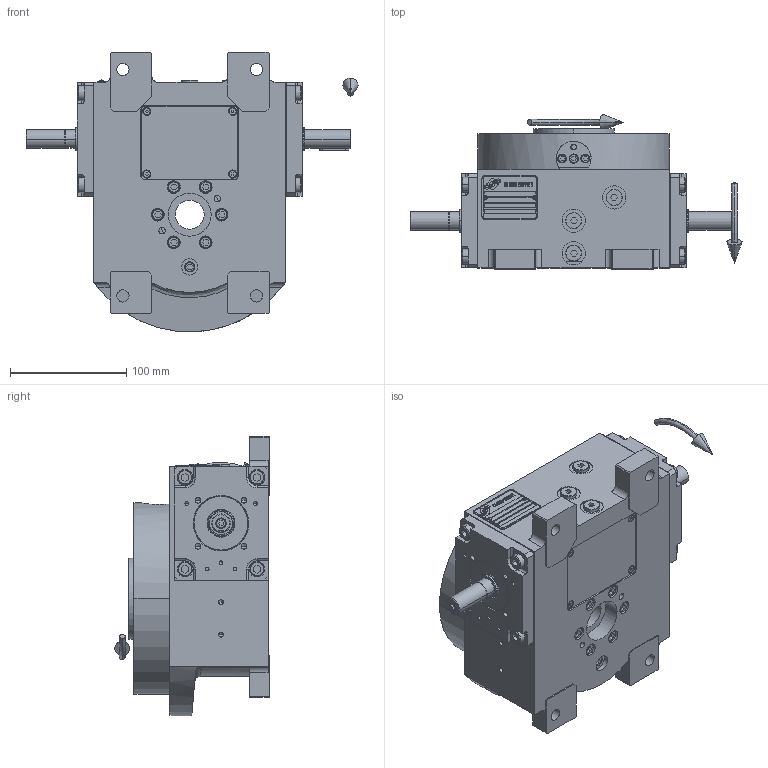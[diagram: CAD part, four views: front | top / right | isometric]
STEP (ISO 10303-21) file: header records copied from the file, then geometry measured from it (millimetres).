
FILE_DESCRIPTION (( 'STEP AP203' ), '1' );
FILE_NAME ('PC5001744.step', '2024-07-08T10:01:59', ( '' ), ( '' ), 'SwSTEP 2.0', 'SolidWorks 2020', '' );
FILE_SCHEMA (( 'CONFIG_CONTROL_DESIGN' ));
Length unit declared in the file: millimetre
Products named in the file (80): cfn2201_01_040; cfn2000_01_129; CFN2223_01-390X6-B.stp; CFN2000_01_185.stp; AS_rig04_004; CFN2010_02_002.stp; cfn2000_01_151; cfn2151_01_162; CFN2356_03_051.stp; cfn2276_01_065; cfn2077_01_018; cfn2155_01_186; cfn2107_01_001; cfn2104_01_016; rig04_004; cfn2003_01_063; CFN2203_02_001.stp; cfn2000_01_161; cfn2000_01_147; rig04_015; AS_rig04_014_s_001; 900_38_30_003; cfn2151_01_092; AS_rig04_002_bc; olio_agip_blasia_150; cfn2476_01_001_48x38; rig04_003_12; cfn2205_01_012; cfn2155_01_055; freccia_angolare_albero; cfn2128_04_011; CFN2010_01_006.stp; cfn2115_01_001; AS_900_38_30_003; rig04_001_a_001; rig04_007_master; AS_cfn2476_01_001_48x38; PC5001744; RIG06_021_AF0.stp; RIG04_005_AF0.stp ...
Assembly tree (69 placements, depth 5):
  cfn2201_01_040
  CFN2223_01-390X6-B.stp
  cfn2151_01_162
  CFN2356_03_051.stp
  cfn2276_01_065
Bounding box: 286 x 133 x 240.94 mm (x, y, z)
Volume: 1299939.9 mm3; surface area: 416478.6 mm2
Topology: 72 solids, 72 shells, 2083 faces, 5051 edges, 3230 vertices
Faces by surface type: plane 1074, cylinder 646, cone 342, torus 14, sphere 6, bspline 1
Entity records: 69281 total; most frequent: CARTESIAN_POINT 13098, DIRECTION 10148, ORIENTED_EDGE 9654, EDGE_CURVE 4827, AXIS2_PLACEMENT_3D 3494, LINE 3160, VECTOR 3160, VERTEX_POINT 3138
